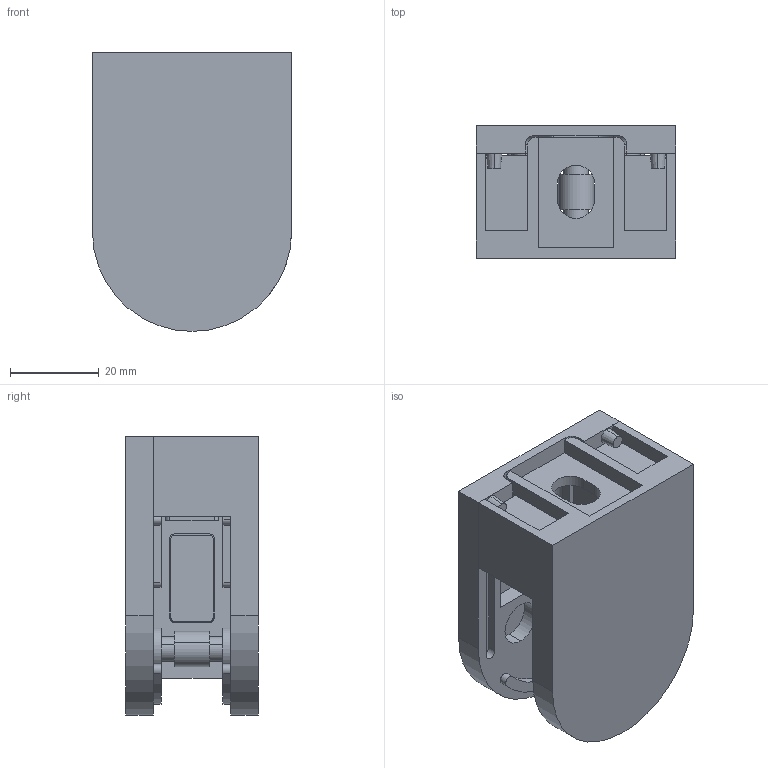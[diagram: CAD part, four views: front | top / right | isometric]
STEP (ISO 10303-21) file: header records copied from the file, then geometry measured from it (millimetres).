
FILE_DESCRIPTION (( 'STEP AP203' ), '1' );
FILE_NAME ('A_250P-000.STEP', '2019-02-14T10:56:30', ( '' ), ( '' ), 'SwSTEP 2.0', 'SolidWorks 2013', '' );
FILE_SCHEMA (( 'CONFIG_CONTROL_DESIGN' ));
Length unit declared in the file: millimetre
Products named in the file (6): A_250P-000; A_250P-000.P4; Skrutka DIN 7991_Skrutka M 6x 16; A_250P-000.P1; A_250P-000.P2; A_250P-000.P3
Assembly tree (6 placements, depth 2):
  A_250P-000
    A_250P-000.P2
    A_250P-000.P1
    A_250P-000.P3
    Skrutka DIN 7991_Skrutka M 6x 16  x2
    A_250P-000.P4
Bounding box: 45 x 30 x 63 mm (x, y, z)
Volume: 38446.2 mm3; surface area: 25029 mm2
Topology: 10 solids, 10 shells, 318 faces, 775 edges, 500 vertices
Faces by surface type: plane 162, cylinder 120, cone 32, torus 4
Entity records: 9531 total; most frequent: DIRECTION 1611, CARTESIAN_POINT 1529, ORIENTED_EDGE 1470, EDGE_CURVE 735, AXIS2_PLACEMENT_3D 568, VERTEX_POINT 478, VECTOR 475, LINE 475
